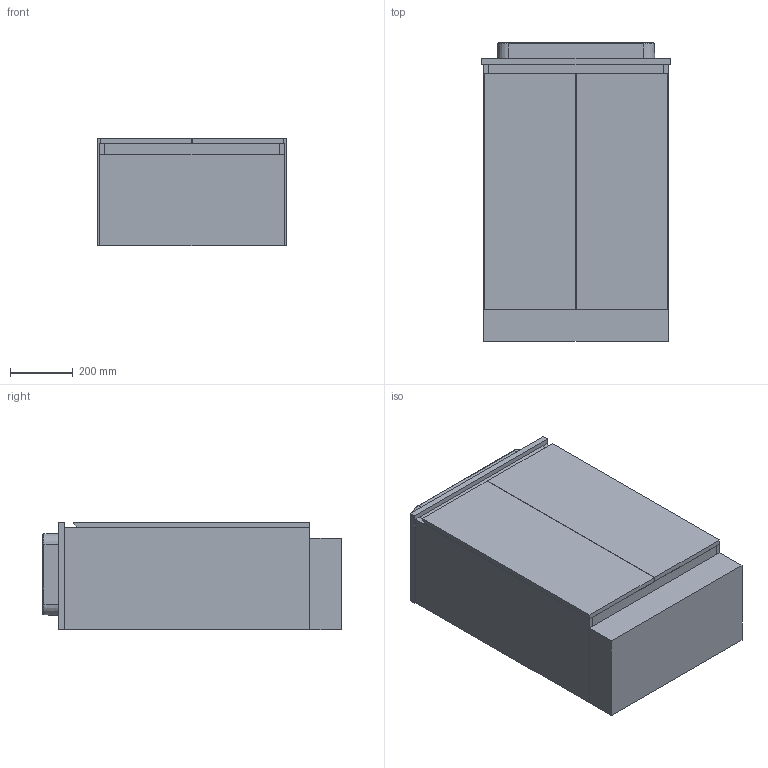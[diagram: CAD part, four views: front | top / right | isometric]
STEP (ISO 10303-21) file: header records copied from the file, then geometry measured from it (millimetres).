
FILE_DESCRIPTION (( 'STEP AP214' ), '1' );
FILE_NAME ('Ensuite Benchtop 600 WK ASSEM.STEP', '2019-03-06T04:16:57', ( '' ), ( '' ), 'SwSTEP 2.0', 'SolidWorks 2015', '' );
FILE_SCHEMA (( 'AUTOMOTIVE_DESIGN' ));
Length unit declared in the file: millimetre
Products named in the file (3): Faith; Ensuite Benchtop 600 WK; Ensuite Benchtop 600 WK ASSEM
Assembly tree (2 placements, depth 2):
  Ensuite Benchtop 600 WK ASSEM
    Ensuite Benchtop 600 WK
    Faith
Bounding box: 600 x 950.1 x 341.1 mm (x, y, z)
Volume: 47239755.4 mm3; surface area: 4591290.3 mm2
Topology: 10 solids, 10 shells, 129 faces, 316 edges, 208 vertices
Faces by surface type: plane 71, bspline 32, cylinder 16, cone 6, torus 4
Entity records: 66822 total; most frequent: CARTESIAN_POINT 63680, ORIENTED_EDGE 632, DIRECTION 470, EDGE_CURVE 316, VERTEX_POINT 208, LINE 166, VECTOR 166, AXIS2_PLACEMENT_3D 152
